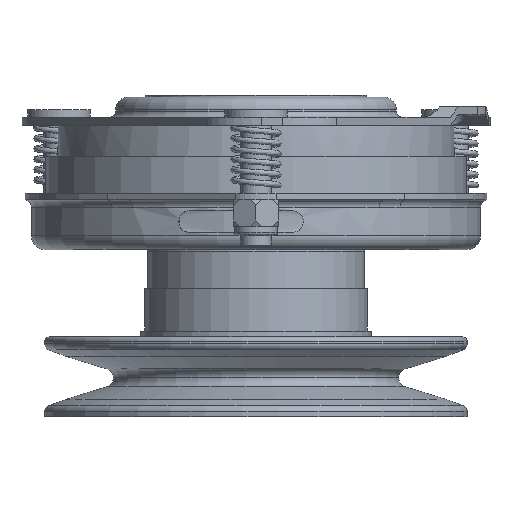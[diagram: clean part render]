
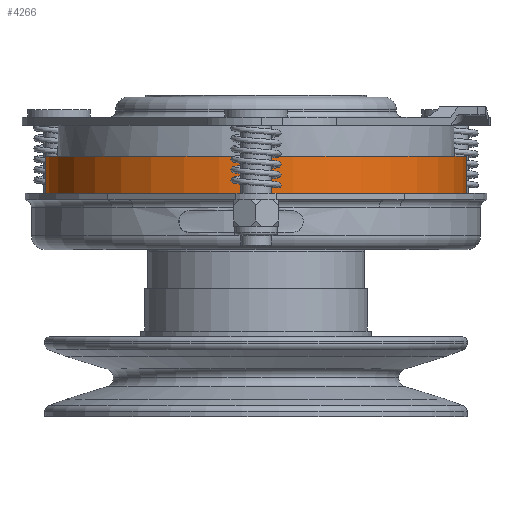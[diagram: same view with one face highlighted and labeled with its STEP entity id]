
A CAD part, front view. The second image highlights one B-rep face of the part: STEP entity #4266.
In plain terms, the highlighted cylindrical face has radius 67.5 mm (diameter 135 mm), a partial arc.
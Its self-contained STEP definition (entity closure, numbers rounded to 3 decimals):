
#156 = CARTESIAN_POINT ( 'NONE',  ( 67.5, 0., -19. ) ) ;
#176 = CARTESIAN_POINT ( 'NONE',  ( -67.5, 0., -90.99 ) ) ;
#730 = DIRECTION ( 'NONE',  ( 0., 0., -1. ) ) ;
#778 = VERTEX_POINT ( 'NONE', #14739 ) ;
#932 = VECTOR ( 'NONE', #12525, 1000. ) ;
#2350 = VERTEX_POINT ( 'NONE', #6041 ) ;
#3027 = ORIENTED_EDGE ( 'NONE', *, *, #17526, .F. ) ;
#3462 = CARTESIAN_POINT ( 'NONE',  ( -67.5, 0., -30.9 ) ) ;
#4266 = ADVANCED_FACE ( 'NONE', ( #12160 ), #11668, .T. ) ;
#4320 = DIRECTION ( 'NONE',  ( 0., 0., -1. ) ) ;
#4945 = DIRECTION ( 'NONE',  ( 0., 0., -1. ) ) ;
#5652 = CARTESIAN_POINT ( 'NONE',  ( 0., 0., -90.99 ) ) ;
#6041 = CARTESIAN_POINT ( 'NONE',  ( 67.5, 0., -30.9 ) ) ;
#6777 = VERTEX_POINT ( 'NONE', #3462 ) ;
#7278 = ORIENTED_EDGE ( 'NONE', *, *, #13818, .T. ) ;
#7359 = EDGE_CURVE ( 'NONE', #778, #6777, #15290, .T. ) ;
#7885 = CIRCLE ( 'NONE', #15805, 67.5 ) ;
#8073 = CIRCLE ( 'NONE', #11366, 67.5 ) ;
#8781 = DIRECTION ( 'NONE',  ( 0., 0., -1. ) ) ;
#9624 = ORIENTED_EDGE ( 'NONE', *, *, #18378, .F. ) ;
#10120 = CARTESIAN_POINT ( 'NONE',  ( 0., 0., -30.9 ) ) ;
#10341 = DIRECTION ( 'NONE',  ( -1., 0., 0. ) ) ;
#10945 = ORIENTED_EDGE ( 'NONE', *, *, #7359, .T. ) ;
#10954 = CARTESIAN_POINT ( 'NONE',  ( 67.5, 0., -90.99 ) ) ;
#11366 = AXIS2_PLACEMENT_3D ( 'NONE', #10120, #730, #11701 ) ;
#11668 = CYLINDRICAL_SURFACE ( 'NONE', #11815, 67.5 ) ;
#11701 = DIRECTION ( 'NONE',  ( -1., 0., 0. ) ) ;
#11815 = AXIS2_PLACEMENT_3D ( 'NONE', #5652, #8781, #10341 ) ;
#12160 = FACE_OUTER_BOUND ( 'NONE', #17972, .T. ) ;
#12525 = DIRECTION ( 'NONE',  ( 0., 0., -1. ) ) ;
#13690 = CARTESIAN_POINT ( 'NONE',  ( 0., 0., -19. ) ) ;
#13818 = EDGE_CURVE ( 'NONE', #14161, #778, #7885, .T. ) ;
#14161 = VERTEX_POINT ( 'NONE', #156 ) ;
#14739 = CARTESIAN_POINT ( 'NONE',  ( -67.5, 0., -19. ) ) ;
#15276 = DIRECTION ( 'NONE',  ( -1., 0., 0. ) ) ;
#15290 = LINE ( 'NONE', #176, #18933 ) ;
#15805 = AXIS2_PLACEMENT_3D ( 'NONE', #13690, #4320, #15276 ) ;
#17526 = EDGE_CURVE ( 'NONE', #2350, #6777, #8073, .T. ) ;
#17972 = EDGE_LOOP ( 'NONE', ( #9624, #7278, #10945, #3027 ) ) ;
#18378 = EDGE_CURVE ( 'NONE', #14161, #2350, #20300, .T. ) ;
#18933 = VECTOR ( 'NONE', #4945, 1000. ) ;
#20300 = LINE ( 'NONE', #10954, #932 ) ;
